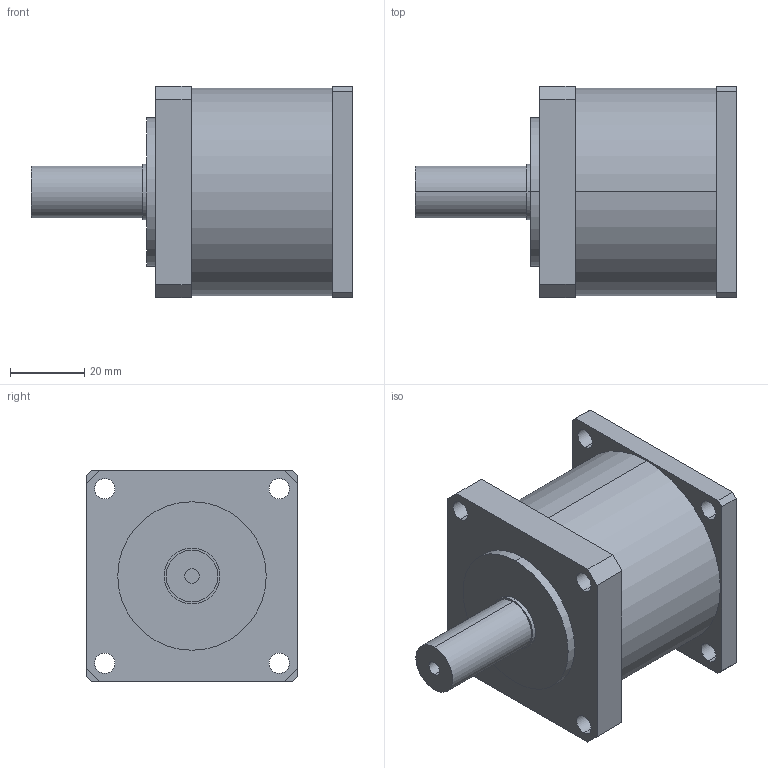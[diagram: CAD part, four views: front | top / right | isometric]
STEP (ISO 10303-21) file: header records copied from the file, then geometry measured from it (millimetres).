
FILE_DESCRIPTION (( 'STEP AP214' ), '1' );
FILE_NAME ('Gearbox.STEP', '2022-05-21T13:18:55', ( '' ), ( '' ), 'SwSTEP 2.0', 'SolidWorks 2021', '' );
FILE_SCHEMA (( 'AUTOMOTIVE_DESIGN' ));
Length unit declared in the file: millimetre
Products named in the file (1): Gearbox
Bounding box: 86.5 x 57 x 57 mm (x, y, z)
Volume: 145604.9 mm3; surface area: 20782.6 mm2
Topology: 1 solids, 1 shells, 53 faces, 132 edges, 88 vertices
Faces by surface type: cylinder 28, plane 25
Entity records: 1668 total; most frequent: DIRECTION 296, CARTESIAN_POINT 274, ORIENTED_EDGE 264, EDGE_CURVE 132, AXIS2_PLACEMENT_3D 110, VERTEX_POINT 88, EDGE_LOOP 76, VECTOR 76
